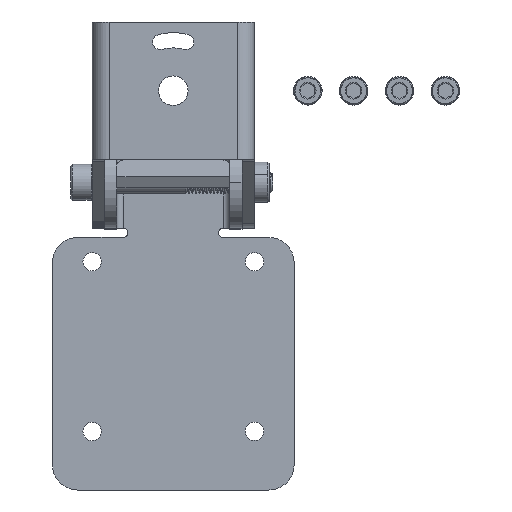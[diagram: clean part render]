
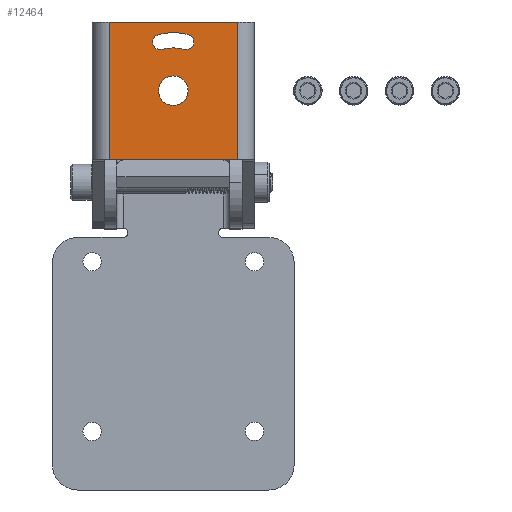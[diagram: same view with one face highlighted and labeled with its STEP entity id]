
A CAD part, front view. The second image highlights one B-rep face of the part: STEP entity #12464.
In plain terms, the highlighted planar face has unit normal (0, -1, 0).
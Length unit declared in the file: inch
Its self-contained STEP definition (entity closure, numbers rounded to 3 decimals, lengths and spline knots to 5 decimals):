
#808 = AXIS2_PLACEMENT_3D ( 'NONE', #9370, #20264, #27621 ) ;
#1141 = DIRECTION ( 'NONE',  ( 0., 1., 0. ) ) ;
#1591 = AXIS2_PLACEMENT_3D ( 'NONE', #5810, #1141, #24230 ) ;
#1915 = ORIENTED_EDGE ( 'NONE', *, *, #15104, .F. ) ;
#2120 = CIRCLE ( 'NONE', #20915, 0.6325 ) ;
#2245 = VERTEX_POINT ( 'NONE', #18185 ) ;
#2847 = VERTEX_POINT ( 'NONE', #26805 ) ;
#2912 = VERTEX_POINT ( 'NONE', #11100 ) ;
#3198 = DIRECTION ( 'NONE',  ( 0., -1., 0. ) ) ;
#3278 = DIRECTION ( 'NONE',  ( 0., -1., 0. ) ) ;
#3705 = VERTEX_POINT ( 'NONE', #25854 ) ;
#3946 = CARTESIAN_POINT ( 'NONE',  ( 0.7, 0., -0.75 ) ) ;
#4122 = VERTEX_POINT ( 'NONE', #20528 ) ;
#4153 = EDGE_LOOP ( 'NONE', ( #21753, #17345 ) ) ;
#4306 = DIRECTION ( 'NONE',  ( 0., -1., 0. ) ) ;
#4987 = ORIENTED_EDGE ( 'NONE', *, *, #11294, .F. ) ;
#5553 = DIRECTION ( 'NONE',  ( 0., 1., 0. ) ) ;
#5785 = ORIENTED_EDGE ( 'NONE', *, *, #11774, .T. ) ;
#5810 = CARTESIAN_POINT ( 'NONE',  ( 0., 0., 0. ) ) ;
#5863 = ORIENTED_EDGE ( 'NONE', *, *, #19887, .F. ) ;
#6293 = EDGE_CURVE ( 'NONE', #25346, #6625, #24093, .T. ) ;
#6353 = DIRECTION ( 'NONE',  ( 0., 0., 1. ) ) ;
#6580 = CARTESIAN_POINT ( 'NONE',  ( -0.1637, 0., 0.61095 ) ) ;
#6625 = VERTEX_POINT ( 'NONE', #21862 ) ;
#6657 = AXIS2_PLACEMENT_3D ( 'NONE', #27757, #7685, #21258 ) ;
#6892 = ORIENTED_EDGE ( 'NONE', *, *, #22135, .F. ) ;
#7685 = DIRECTION ( 'NONE',  ( 0., 1., 0. ) ) ;
#7959 = CARTESIAN_POINT ( 'NONE',  ( 0., 0., 0.6325 ) ) ;
#8026 = CARTESIAN_POINT ( 'NONE',  ( -0.14235, 0., 0.53126 ) ) ;
#8506 = ORIENTED_EDGE ( 'NONE', *, *, #21142, .F. ) ;
#8986 = DIRECTION ( 'NONE',  ( 0., 0., 1. ) ) ;
#9168 = VERTEX_POINT ( 'NONE', #16495 ) ;
#9370 = CARTESIAN_POINT ( 'NONE',  ( 0., 0., 0. ) ) ;
#9518 = AXIS2_PLACEMENT_3D ( 'NONE', #17894, #11247, #8986 ) ;
#9895 = VECTOR ( 'NONE', #11056, 39.37008 ) ;
#9992 = CIRCLE ( 'NONE', #9518, 0.6325 ) ;
#10509 = VECTOR ( 'NONE', #6353, 39.37008 ) ;
#10805 = AXIS2_PLACEMENT_3D ( 'NONE', #28050, #3278, #23523 ) ;
#11056 = DIRECTION ( 'NONE',  ( 0., 0., -1. ) ) ;
#11100 = CARTESIAN_POINT ( 'NONE',  ( -0.7, 0., -0.75 ) ) ;
#11207 = CIRCLE ( 'NONE', #19895, 0.4675 ) ;
#11211 = VERTEX_POINT ( 'NONE', #14935 ) ;
#11247 = DIRECTION ( 'NONE',  ( 0., -1., 0. ) ) ;
#11272 = DIRECTION ( 'NONE',  ( 0., 0., 1. ) ) ;
#11294 = EDGE_CURVE ( 'NONE', #4122, #3705, #18815, .T. ) ;
#11454 = EDGE_CURVE ( 'NONE', #27953, #2847, #14611, .T. ) ;
#11510 = EDGE_LOOP ( 'NONE', ( #5785, #4987, #14255, #1915 ) ) ;
#11716 = DIRECTION ( 'NONE',  ( 0., 0., 1. ) ) ;
#11774 = EDGE_CURVE ( 'NONE', #9168, #3705, #13304, .T. ) ;
#12464 = ADVANCED_FACE ( 'NONE', ( #16288, #20808, #23392 ), #28368, .F. ) ;
#12495 = DIRECTION ( 'NONE',  ( -1., 0., 0. ) ) ;
#12740 = VERTEX_POINT ( 'NONE', #6580 ) ;
#12848 = CIRCLE ( 'NONE', #808, 0.1615 ) ;
#13304 = LINE ( 'NONE', #3946, #10509 ) ;
#13969 = AXIS2_PLACEMENT_3D ( 'NONE', #19094, #23913, #21349 ) ;
#14255 = ORIENTED_EDGE ( 'NONE', *, *, #26469, .T. ) ;
#14409 = ORIENTED_EDGE ( 'NONE', *, *, #6293, .F. ) ;
#14611 = CIRCLE ( 'NONE', #1591, 0.1615 ) ;
#14935 = CARTESIAN_POINT ( 'NONE',  ( 0.121, 0., 0.45157 ) ) ;
#14989 = ORIENTED_EDGE ( 'NONE', *, *, #15989, .F. ) ;
#15104 = EDGE_CURVE ( 'NONE', #9168, #2912, #26360, .T. ) ;
#15989 = EDGE_CURVE ( 'NONE', #12740, #25346, #19337, .T. ) ;
#16288 = FACE_BOUND ( 'NONE', #20081, .T. ) ;
#16495 = CARTESIAN_POINT ( 'NONE',  ( 0.7, 0., -0.75 ) ) ;
#17345 = ORIENTED_EDGE ( 'NONE', *, *, #11454, .T. ) ;
#17894 = CARTESIAN_POINT ( 'NONE',  ( 0., 0., 0. ) ) ;
#18057 = CARTESIAN_POINT ( 'NONE',  ( 0., 0., 0. ) ) ;
#18185 = CARTESIAN_POINT ( 'NONE',  ( 0.1637, 0., 0.61095 ) ) ;
#18815 = LINE ( 'NONE', #22773, #18969 ) ;
#18969 = VECTOR ( 'NONE', #25899, 39.37008 ) ;
#19094 = CARTESIAN_POINT ( 'NONE',  ( 0., 0., 0. ) ) ;
#19337 = CIRCLE ( 'NONE', #23195, 0.0825 ) ;
#19887 = EDGE_CURVE ( 'NONE', #6625, #11211, #11207, .T. ) ;
#19895 = AXIS2_PLACEMENT_3D ( 'NONE', #22283, #5553, #11272 ) ;
#19967 = CIRCLE ( 'NONE', #10805, 0.0825 ) ;
#20081 = EDGE_LOOP ( 'NONE', ( #14409, #14989, #8506, #26756, #6892, #5863 ) ) ;
#20085 = CARTESIAN_POINT ( 'NONE',  ( -0.121, 0., 0.45157 ) ) ;
#20264 = DIRECTION ( 'NONE',  ( 0., 1., 0. ) ) ;
#20528 = CARTESIAN_POINT ( 'NONE',  ( -0.7, 0., 0.75 ) ) ;
#20808 = FACE_BOUND ( 'NONE', #4153, .T. ) ;
#20915 = AXIS2_PLACEMENT_3D ( 'NONE', #18057, #4306, #11716 ) ;
#21142 = EDGE_CURVE ( 'NONE', #22776, #12740, #2120, .T. ) ;
#21258 = DIRECTION ( 'NONE',  ( 0., 0., 1. ) ) ;
#21349 = DIRECTION ( 'NONE',  ( 0., 0., 1. ) ) ;
#21753 = ORIENTED_EDGE ( 'NONE', *, *, #26491, .T. ) ;
#21862 = CARTESIAN_POINT ( 'NONE',  ( 0., 0., 0.4675 ) ) ;
#22135 = EDGE_CURVE ( 'NONE', #11211, #2245, #19967, .T. ) ;
#22283 = CARTESIAN_POINT ( 'NONE',  ( 0., 0., 0. ) ) ;
#22348 = CARTESIAN_POINT ( 'NONE',  ( 0., 0., -0.1615 ) ) ;
#22366 = CARTESIAN_POINT ( 'NONE',  ( -0.7, 0., 0.75 ) ) ;
#22773 = CARTESIAN_POINT ( 'NONE',  ( -0.75, 0., 0.75 ) ) ;
#22776 = VERTEX_POINT ( 'NONE', #7959 ) ;
#23195 = AXIS2_PLACEMENT_3D ( 'NONE', #8026, #3198, #24324 ) ;
#23392 = FACE_OUTER_BOUND ( 'NONE', #11510, .T. ) ;
#23404 = LINE ( 'NONE', #22366, #9895 ) ;
#23523 = DIRECTION ( 'NONE',  ( 0., 0., 1. ) ) ;
#23913 = DIRECTION ( 'NONE',  ( 0., 1., 0. ) ) ;
#24093 = CIRCLE ( 'NONE', #13969, 0.4675 ) ;
#24230 = DIRECTION ( 'NONE',  ( 0., 0., 1. ) ) ;
#24324 = DIRECTION ( 'NONE',  ( 0., 0., 1. ) ) ;
#24545 = CARTESIAN_POINT ( 'NONE',  ( -0.75, 0., -0.75 ) ) ;
#25346 = VERTEX_POINT ( 'NONE', #20085 ) ;
#25854 = CARTESIAN_POINT ( 'NONE',  ( 0.7, 0., 0.75 ) ) ;
#25899 = DIRECTION ( 'NONE',  ( 1., 0., 0. ) ) ;
#25979 = EDGE_CURVE ( 'NONE', #2245, #22776, #9992, .T. ) ;
#26360 = LINE ( 'NONE', #24545, #26997 ) ;
#26469 = EDGE_CURVE ( 'NONE', #4122, #2912, #23404, .T. ) ;
#26491 = EDGE_CURVE ( 'NONE', #2847, #27953, #12848, .T. ) ;
#26756 = ORIENTED_EDGE ( 'NONE', *, *, #25979, .F. ) ;
#26805 = CARTESIAN_POINT ( 'NONE',  ( 0., 0., 0.1615 ) ) ;
#26997 = VECTOR ( 'NONE', #12495, 39.37008 ) ;
#27621 = DIRECTION ( 'NONE',  ( 0., 0., 1. ) ) ;
#27757 = CARTESIAN_POINT ( 'NONE',  ( 0., 0., 0. ) ) ;
#27953 = VERTEX_POINT ( 'NONE', #22348 ) ;
#28050 = CARTESIAN_POINT ( 'NONE',  ( 0.14235, 0., 0.53126 ) ) ;
#28368 = PLANE ( 'NONE',  #6657 ) ;
